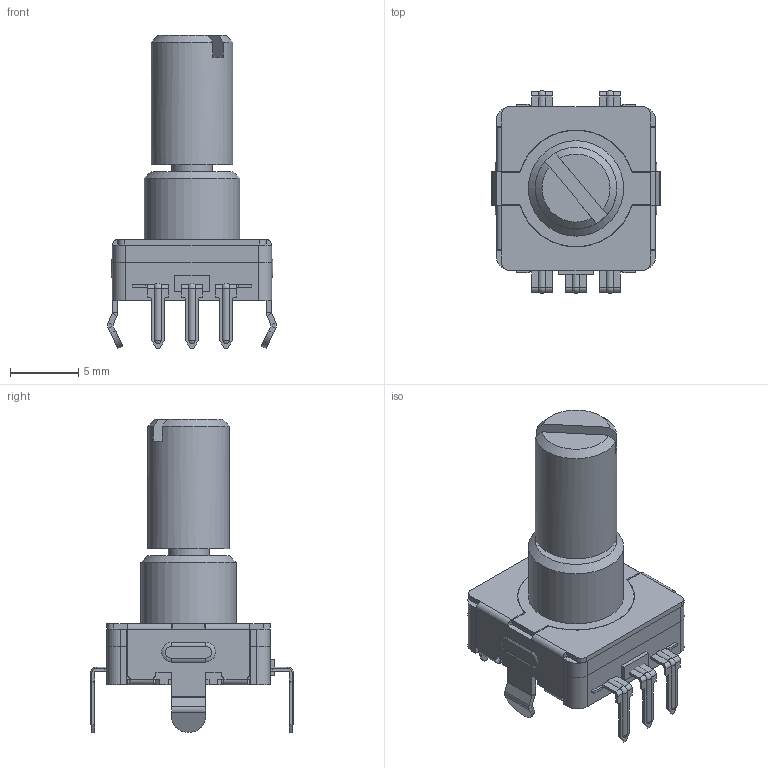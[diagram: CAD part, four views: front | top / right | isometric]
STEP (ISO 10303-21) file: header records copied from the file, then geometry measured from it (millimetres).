
FILE_DESCRIPTION(('STEP AP214'), '1');
FILE_NAME('EC11-THT', '', ('UNSPECIFIED'), ('UNSPECIFIED'), 'ASCON STEP Converter 1.6', 'ASCON Math Kernel', '');
FILE_SCHEMA(('AUTOMOTIVE_DESIGN { 1 0 10303 214 3 1 1}'));
Length unit declared in the file: millimetre
Products named in the file (4): ?C11-THT-15R; Lb5; 15R; EC11-Housing-THT
Assembly tree (3 placements, depth 2):
  ?C11-THT-15R
    Lb5
    15R
    EC11-Housing-THT
Bounding box: 12.4 x 14.9 x 23 mm (x, y, z)
Volume: 1084.6 mm3; surface area: 1705.1 mm2
Topology: 9 solids, 9 shells, 420 faces, 1070 edges, 663 vertices
Faces by surface type: plane 275, cylinder 106, torus 18, sphere 10, bspline 8, cone 3
Full cylindrical faces by diameter (mm): 3 x2, 6 x1, 7 x1
Entity records: 16596 total; most frequent: CARTESIAN_POINT 2806, DIRECTION 2122, ORIENTED_EDGE 2110, EDGE_CURVE 1055, LINE 780, VECTOR 780, AXIS2_PLACEMENT_3D 671, VERTEX_POINT 663
